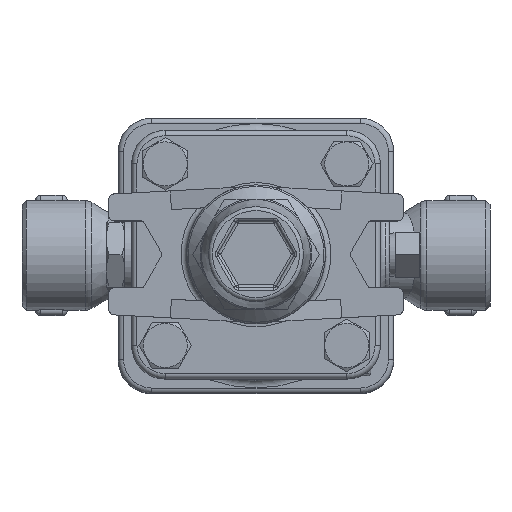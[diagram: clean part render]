
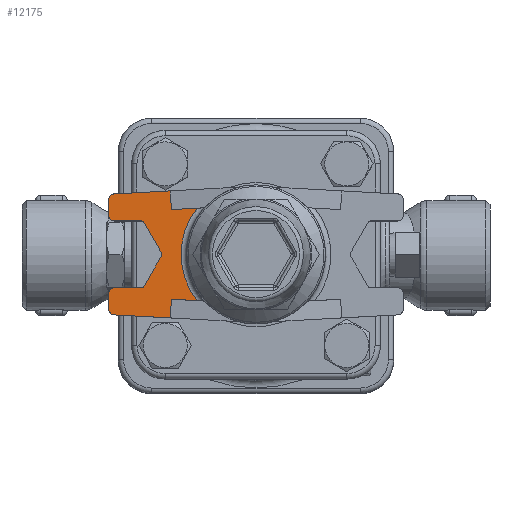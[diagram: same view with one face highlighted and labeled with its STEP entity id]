
A CAD part, top view. The second image highlights one B-rep face of the part: STEP entity #12175.
In plain terms, the highlighted planar face has unit normal (0, 0, 1).
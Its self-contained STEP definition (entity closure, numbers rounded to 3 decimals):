
#1515=CIRCLE('',#13297,28.);
#1516=CIRCLE('',#13300,2.);
#1517=CIRCLE('',#13301,2.);
#1518=CIRCLE('',#13302,1.);
#1519=CIRCLE('',#13303,1.);
#1520=CIRCLE('',#13304,1.);
#1521=CIRCLE('',#13305,2.);
#1522=CIRCLE('',#13306,2.);
#2209=FACE_OUTER_BOUND('',#3174,.T.);
#3174=EDGE_LOOP('',(#9569,#9570,#9571,#9572,#9573,#9574,#9575,#9576,#9577,
#9578,#9579,#9580,#9581,#9582,#9583,#9584,#9585,#9586,#9587,#9588));
#4047=LINE('',#21109,#4726);
#4050=LINE('',#21115,#4729);
#4051=LINE('',#21117,#4730);
#4052=LINE('',#21119,#4731);
#4053=LINE('',#21123,#4732);
#4054=LINE('',#21127,#4733);
#4055=LINE('',#21131,#4734);
#4056=LINE('',#21135,#4735);
#4057=LINE('',#21139,#4736);
#4058=LINE('',#21143,#4737);
#4059=LINE('',#21147,#4738);
#4060=LINE('',#21148,#4739);
#4726=VECTOR('',#15738,9.642);
#4729=VECTOR('',#15743,9.642);
#4730=VECTOR('',#15744,7.);
#4731=VECTOR('',#15745,21.106);
#4732=VECTOR('',#15748,6.106);
#4733=VECTOR('',#15751,10.206);
#4734=VECTOR('',#15754,13.279);
#4735=VECTOR('',#15757,13.279);
#4736=VECTOR('',#15760,10.206);
#4737=VECTOR('',#15763,6.106);
#4738=VECTOR('',#15766,21.106);
#4739=VECTOR('',#15767,7.);
#5660=VERTEX_POINT('',#21082);
#5662=VERTEX_POINT('',#21095);
#5663=VERTEX_POINT('',#21108);
#5665=VERTEX_POINT('',#21114);
#5666=VERTEX_POINT('',#21116);
#5667=VERTEX_POINT('',#21118);
#5668=VERTEX_POINT('',#21120);
#5669=VERTEX_POINT('',#21122);
#5670=VERTEX_POINT('',#21124);
#5671=VERTEX_POINT('',#21126);
#5672=VERTEX_POINT('',#21128);
#5673=VERTEX_POINT('',#21130);
#5674=VERTEX_POINT('',#21132);
#5675=VERTEX_POINT('',#21134);
#5676=VERTEX_POINT('',#21136);
#5677=VERTEX_POINT('',#21138);
#5678=VERTEX_POINT('',#21140);
#5679=VERTEX_POINT('',#21142);
#5680=VERTEX_POINT('',#21144);
#5681=VERTEX_POINT('',#21146);
#7060=EDGE_CURVE('',#5662,#5660,#1515,.T.);
#7061=EDGE_CURVE('',#5663,#5660,#4047,.T.);
#7064=EDGE_CURVE('',#5662,#5665,#4050,.T.);
#7065=EDGE_CURVE('',#5665,#5666,#4051,.T.);
#7066=EDGE_CURVE('',#5667,#5666,#4052,.T.);
#7067=EDGE_CURVE('',#5668,#5667,#1516,.T.);
#7068=EDGE_CURVE('',#5669,#5668,#4053,.T.);
#7069=EDGE_CURVE('',#5670,#5669,#1517,.T.);
#7070=EDGE_CURVE('',#5671,#5670,#4054,.T.);
#7071=EDGE_CURVE('',#5672,#5671,#1518,.T.);
#7072=EDGE_CURVE('',#5673,#5672,#4055,.T.);
#7073=EDGE_CURVE('',#5674,#5673,#1519,.T.);
#7074=EDGE_CURVE('',#5675,#5674,#4056,.T.);
#7075=EDGE_CURVE('',#5676,#5675,#1520,.T.);
#7076=EDGE_CURVE('',#5677,#5676,#4057,.T.);
#7077=EDGE_CURVE('',#5678,#5677,#1521,.T.);
#7078=EDGE_CURVE('',#5679,#5678,#4058,.T.);
#7079=EDGE_CURVE('',#5680,#5679,#1522,.T.);
#7080=EDGE_CURVE('',#5681,#5680,#4059,.T.);
#7081=EDGE_CURVE('',#5681,#5663,#4060,.T.);
#9569=ORIENTED_EDGE('',*,*,#7060,.F.);
#9570=ORIENTED_EDGE('',*,*,#7064,.T.);
#9571=ORIENTED_EDGE('',*,*,#7065,.T.);
#9572=ORIENTED_EDGE('',*,*,#7066,.F.);
#9573=ORIENTED_EDGE('',*,*,#7067,.F.);
#9574=ORIENTED_EDGE('',*,*,#7068,.F.);
#9575=ORIENTED_EDGE('',*,*,#7069,.F.);
#9576=ORIENTED_EDGE('',*,*,#7070,.F.);
#9577=ORIENTED_EDGE('',*,*,#7071,.F.);
#9578=ORIENTED_EDGE('',*,*,#7072,.F.);
#9579=ORIENTED_EDGE('',*,*,#7073,.F.);
#9580=ORIENTED_EDGE('',*,*,#7074,.F.);
#9581=ORIENTED_EDGE('',*,*,#7075,.F.);
#9582=ORIENTED_EDGE('',*,*,#7076,.F.);
#9583=ORIENTED_EDGE('',*,*,#7077,.F.);
#9584=ORIENTED_EDGE('',*,*,#7078,.F.);
#9585=ORIENTED_EDGE('',*,*,#7079,.F.);
#9586=ORIENTED_EDGE('',*,*,#7080,.F.);
#9587=ORIENTED_EDGE('',*,*,#7081,.T.);
#9588=ORIENTED_EDGE('',*,*,#7061,.T.);
#11686=PLANE('',#13299);
#12175=ADVANCED_FACE('',(#2209),#11686,.T.);
#13297=AXIS2_PLACEMENT_3D('',#21106,#15734,#15735);
#13299=AXIS2_PLACEMENT_3D('',#21113,#15741,#15742);
#13300=AXIS2_PLACEMENT_3D('',#21121,#15746,#15747);
#13301=AXIS2_PLACEMENT_3D('',#21125,#15749,#15750);
#13302=AXIS2_PLACEMENT_3D('',#21129,#15752,#15753);
#13303=AXIS2_PLACEMENT_3D('',#21133,#15755,#15756);
#13304=AXIS2_PLACEMENT_3D('',#21137,#15758,#15759);
#13305=AXIS2_PLACEMENT_3D('',#21141,#15761,#15762);
#13306=AXIS2_PLACEMENT_3D('',#21145,#15764,#15765);
#15734=DIRECTION('center_axis',(0.,0.,
1.));
#15735=DIRECTION('ref_axis',(-1.,0.,0.));
#15738=DIRECTION('',(0.999,-0.054,0.));
#15741=DIRECTION('center_axis',(0.,0.,
1.));
#15742=DIRECTION('ref_axis',(1.,0.,0.));
#15743=DIRECTION('',(-0.999,-0.054,0.));
#15744=DIRECTION('',(-0.054,0.999,0.));
#15745=DIRECTION('',(0.999,0.054,0.));
#15746=DIRECTION('center_axis',(0.,0.,
-1.));
#15747=DIRECTION('ref_axis',(-0.726,0.688,0.));
#15748=DIRECTION('',(0.,1.,0.));
#15749=DIRECTION('center_axis',(0.,0.,
-1.));
#15750=DIRECTION('ref_axis',(-0.707,-0.707,0.));
#15751=DIRECTION('',(-1.,0.,0.));
#15752=DIRECTION('center_axis',(0.,0.,
1.));
#15753=DIRECTION('ref_axis',(0.5,0.866,0.));
#15754=DIRECTION('',(-0.5,0.866,0.));
#15755=DIRECTION('center_axis',(0.,0.,
1.));
#15756=DIRECTION('ref_axis',(1.,0.,0.));
#15757=DIRECTION('',(0.5,0.866,0.));
#15758=DIRECTION('center_axis',(0.,0.,
1.));
#15759=DIRECTION('ref_axis',(0.5,-0.866,0.));
#15760=DIRECTION('',(1.,0.,0.));
#15761=DIRECTION('center_axis',(0.,0.,
-1.));
#15762=DIRECTION('ref_axis',(-0.707,0.707,0.));
#15763=DIRECTION('',(0.,1.,0.));
#15764=DIRECTION('center_axis',(0.,0.,
-1.));
#15765=DIRECTION('ref_axis',(-0.726,-0.688,0.));
#15766=DIRECTION('',(-0.999,0.054,0.));
#15767=DIRECTION('',(0.054,0.999,0.));
#21082=CARTESIAN_POINT('',(-22.025,-17.288,297.));
#21095=CARTESIAN_POINT('',(-22.025,17.288,297.));
#21106=CARTESIAN_POINT('Origin',(0.,0.,
297.));
#21108=CARTESIAN_POINT('',(-31.653,-16.763,297.));
#21109=CARTESIAN_POINT('',(-20.262,-17.384,297.));
#21113=CARTESIAN_POINT('Origin',(-25.235,-13.561,297.));
#21114=CARTESIAN_POINT('',(-31.653,16.763,297.));
#21115=CARTESIAN_POINT('',(-21.,17.344,297.));
#21116=CARTESIAN_POINT('',(-32.034,23.753,297.));
#21117=CARTESIAN_POINT('',(-31.009,4.966,297.));
#21118=CARTESIAN_POINT('',(-53.109,22.603,297.));
#21119=CARTESIAN_POINT('',(-55.,22.5,297.));
#21120=CARTESIAN_POINT('',(-55.,20.606,297.));
#21121=CARTESIAN_POINT('Origin',(-53.,20.606,297.));
#21122=CARTESIAN_POINT('',(-55.,14.5,297.));
#21123=CARTESIAN_POINT('',(-55.,12.5,297.));
#21124=CARTESIAN_POINT('',(-53.,12.5,297.));
#21125=CARTESIAN_POINT('Origin',(-53.,14.5,297.));
#21126=CARTESIAN_POINT('',(-42.794,12.5,297.));
#21127=CARTESIAN_POINT('',(-42.217,12.5,297.));
#21128=CARTESIAN_POINT('',(-41.928,12.,297.));
#21129=CARTESIAN_POINT('Origin',(-42.794,11.5,297.));
#21130=CARTESIAN_POINT('',(-35.289,0.5,297.));
#21131=CARTESIAN_POINT('',(-35.,0.,297.));
#21132=CARTESIAN_POINT('',(-35.289,-0.5,297.));
#21133=CARTESIAN_POINT('Origin',(-36.155,0.,
297.));
#21134=CARTESIAN_POINT('',(-41.928,-12.,297.));
#21135=CARTESIAN_POINT('',(-42.217,-12.5,297.));
#21136=CARTESIAN_POINT('',(-42.794,-12.5,297.));
#21137=CARTESIAN_POINT('Origin',(-42.794,-11.5,297.));
#21138=CARTESIAN_POINT('',(-53.,-12.5,297.));
#21139=CARTESIAN_POINT('',(-55.,-12.5,297.));
#21140=CARTESIAN_POINT('',(-55.,-14.5,297.));
#21141=CARTESIAN_POINT('Origin',(-53.,-14.5,297.));
#21142=CARTESIAN_POINT('',(-55.,-20.606,297.));
#21143=CARTESIAN_POINT('',(-55.,-22.5,297.));
#21144=CARTESIAN_POINT('',(-53.109,-22.603,297.));
#21145=CARTESIAN_POINT('Origin',(-53.,-20.606,297.));
#21146=CARTESIAN_POINT('',(-32.034,-23.753,297.));
#21147=CARTESIAN_POINT('',(0.,-25.5,297.));
#21148=CARTESIAN_POINT('',(-31.747,-18.487,297.));
